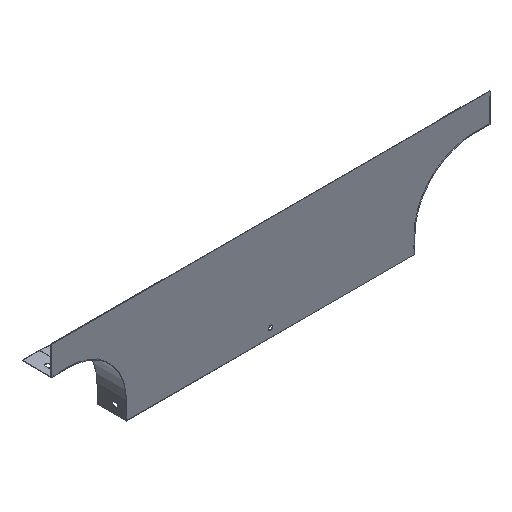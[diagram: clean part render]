
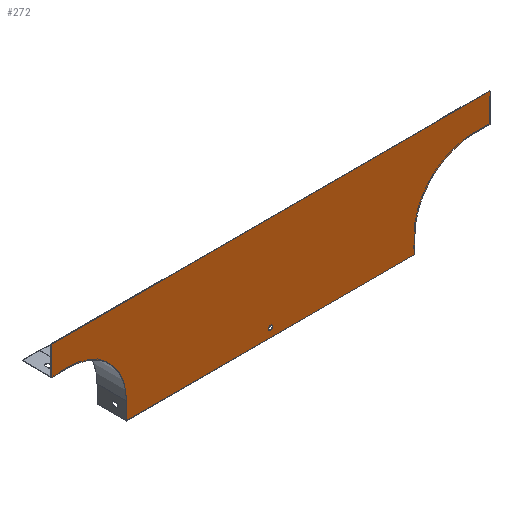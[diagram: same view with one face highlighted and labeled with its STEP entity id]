
A CAD part, isometric view. The second image highlights one B-rep face of the part: STEP entity #272.
In plain terms, the highlighted planar face has unit normal (0, -1, 0).
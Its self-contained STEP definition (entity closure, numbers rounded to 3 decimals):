
#105 = LINE ( 'NONE', #1003, #106 ) ;
#106 = VECTOR ( 'NONE', #961, 1000. ) ;
#125 = LINE ( 'NONE', #693, #127 ) ;
#127 = VECTOR ( 'NONE', #690, 1000. ) ;
#130 = CIRCLE ( 'NONE', #764, 100. ) ;
#133 = CIRCLE ( 'NONE', #762, 3.5 ) ;
#204 = CIRCLE ( 'NONE', #749, 100. ) ;
#211 = LINE ( 'NONE', #922, #214 ) ;
#213 = LINE ( 'NONE', #918, #216 ) ;
#214 = VECTOR ( 'NONE', #919, 1000. ) ;
#216 = VECTOR ( 'NONE', #916, 1000. ) ;
#243 = LINE ( 'NONE', #325, #245 ) ;
#245 = VECTOR ( 'NONE', #326, 1000. ) ;
#272 = ADVANCED_FACE ( 'NONE', ( #573, #576 ), #1260, .T. ) ;
#325 = CARTESIAN_POINT ( 'NONE',  ( -380., 0., 0. ) ) ;
#326 = DIRECTION ( 'NONE',  ( 0., 0., 1. ) ) ;
#359 = CARTESIAN_POINT ( 'NONE',  ( 0., 0., -168.5 ) ) ;
#364 = CARTESIAN_POINT ( 'NONE',  ( -380., 0., -50. ) ) ;
#370 = CARTESIAN_POINT ( 'NONE',  ( -380., 0., 0. ) ) ;
#381 = CARTESIAN_POINT ( 'NONE',  ( -350., 0., -50. ) ) ;
#389 = CARTESIAN_POINT ( 'NONE',  ( -250., 0., -180. ) ) ;
#395 = CARTESIAN_POINT ( 'NONE',  ( 380., 0., -50. ) ) ;
#404 = CARTESIAN_POINT ( 'NONE',  ( 250., 0., -150. ) ) ;
#406 = CARTESIAN_POINT ( 'NONE',  ( 380., 0., 0. ) ) ;
#410 = CARTESIAN_POINT ( 'NONE',  ( 350., 0., -50. ) ) ;
#420 = CARTESIAN_POINT ( 'NONE',  ( 250., 0., -180. ) ) ;
#425 = CARTESIAN_POINT ( 'NONE',  ( -250., 0., -150. ) ) ;
#429 = DIRECTION ( 'NONE',  ( -1., 0., 0. ) ) ;
#434 = CARTESIAN_POINT ( 'NONE',  ( 380., 0., -50. ) ) ;
#438 = DIRECTION ( 'NONE',  ( 0., 0., -1. ) ) ;
#442 = DIRECTION ( 'NONE',  ( 1., 0., 0. ) ) ;
#444 = CARTESIAN_POINT ( 'NONE',  ( -380., 0., 0. ) ) ;
#455 = CARTESIAN_POINT ( 'NONE',  ( 380., 0., 0. ) ) ;
#466 = ORIENTED_EDGE ( 'NONE', *, *, #793, .F. ) ;
#469 = ORIENTED_EDGE ( 'NONE', *, *, #808, .F. ) ;
#508 = ORIENTED_EDGE ( 'NONE', *, *, #882, .F. ) ;
#509 = ORIENTED_EDGE ( 'NONE', *, *, #884, .F. ) ;
#520 = EDGE_LOOP ( 'NONE', ( #1205 ) ) ;
#529 = EDGE_LOOP ( 'NONE', ( #1220, #1204, #1221, #469, #466, #1206, #1222, #1202, #509, #508 ) ) ;
#573 = FACE_BOUND ( 'NONE', #520, .T. ) ;
#576 = FACE_OUTER_BOUND ( 'NONE', #529, .T. ) ;
#663 = DIRECTION ( 'NONE',  ( 0., 0., -1. ) ) ;
#665 = DIRECTION ( 'NONE',  ( 0., -1., 0. ) ) ;
#667 = CARTESIAN_POINT ( 'NONE',  ( -350., 0., -150. ) ) ;
#690 = DIRECTION ( 'NONE',  ( 0., 0., 1. ) ) ;
#692 = DIRECTION ( 'NONE',  ( 0., 0., -1. ) ) ;
#693 = CARTESIAN_POINT ( 'NONE',  ( -250., 0., -180. ) ) ;
#696 = DIRECTION ( 'NONE',  ( 0., 1., 0. ) ) ;
#698 = CARTESIAN_POINT ( 'NONE',  ( 0., 0., -165. ) ) ;
#749 = AXIS2_PLACEMENT_3D ( 'NONE', #925, #924, #923 ) ;
#762 = AXIS2_PLACEMENT_3D ( 'NONE', #698, #696, #692 ) ;
#764 = AXIS2_PLACEMENT_3D ( 'NONE', #667, #665, #663 ) ;
#785 = AXIS2_PLACEMENT_3D ( 'NONE', #1244, #1262, #1242 ) ;
#793 = EDGE_CURVE ( 'NONE', #1091, #1105, #105, .T. ) ;
#808 = EDGE_CURVE ( 'NONE', #1105, #894, #125, .T. ) ;
#811 = EDGE_CURVE ( 'NONE', #894, #1112, #130, .T. ) ;
#813 = EDGE_CURVE ( 'NONE', #1036, #1036, #133, .T. ) ;
#858 = EDGE_CURVE ( 'NONE', #1082, #1089, #204, .T. ) ;
#860 = EDGE_CURVE ( 'NONE', #1089, #1091, #211, .T. ) ;
#861 = EDGE_CURVE ( 'NONE', #1112, #1129, #213, .T. ) ;
#878 = EDGE_CURVE ( 'NONE', #1129, #1123, #243, .T. ) ;
#882 = EDGE_CURVE ( 'NONE', #1123, #1087, #1014, .T. ) ;
#884 = EDGE_CURVE ( 'NONE', #1087, #1099, #1019, .T. ) ;
#892 = EDGE_CURVE ( 'NONE', #1099, #1082, #1031, .T. ) ;
#894 = VERTEX_POINT ( 'NONE', #425 ) ;
#916 = DIRECTION ( 'NONE',  ( -1., 0., 0. ) ) ;
#918 = CARTESIAN_POINT ( 'NONE',  ( -380., 0., -50. ) ) ;
#919 = DIRECTION ( 'NONE',  ( 0., 0., -1. ) ) ;
#922 = CARTESIAN_POINT ( 'NONE',  ( 250., 0., -180. ) ) ;
#923 = DIRECTION ( 'NONE',  ( 0., 0., 1. ) ) ;
#924 = DIRECTION ( 'NONE',  ( 0., -1., 0. ) ) ;
#925 = CARTESIAN_POINT ( 'NONE',  ( 350., 0., -150. ) ) ;
#961 = DIRECTION ( 'NONE',  ( -1., 0., 0. ) ) ;
#1003 = CARTESIAN_POINT ( 'NONE',  ( 250., 0., -180. ) ) ;
#1014 = LINE ( 'NONE', #444, #1015 ) ;
#1015 = VECTOR ( 'NONE', #442, 1000. ) ;
#1019 = LINE ( 'NONE', #455, #1020 ) ;
#1020 = VECTOR ( 'NONE', #438, 1000. ) ;
#1031 = LINE ( 'NONE', #434, #1033 ) ;
#1033 = VECTOR ( 'NONE', #429, 1000. ) ;
#1036 = VERTEX_POINT ( 'NONE', #359 ) ;
#1082 = VERTEX_POINT ( 'NONE', #410 ) ;
#1087 = VERTEX_POINT ( 'NONE', #406 ) ;
#1089 = VERTEX_POINT ( 'NONE', #404 ) ;
#1091 = VERTEX_POINT ( 'NONE', #420 ) ;
#1099 = VERTEX_POINT ( 'NONE', #395 ) ;
#1105 = VERTEX_POINT ( 'NONE', #389 ) ;
#1112 = VERTEX_POINT ( 'NONE', #381 ) ;
#1123 = VERTEX_POINT ( 'NONE', #370 ) ;
#1129 = VERTEX_POINT ( 'NONE', #364 ) ;
#1202 = ORIENTED_EDGE ( 'NONE', *, *, #892, .F. ) ;
#1204 = ORIENTED_EDGE ( 'NONE', *, *, #861, .F. ) ;
#1205 = ORIENTED_EDGE ( 'NONE', *, *, #813, .T. ) ;
#1206 = ORIENTED_EDGE ( 'NONE', *, *, #860, .F. ) ;
#1220 = ORIENTED_EDGE ( 'NONE', *, *, #878, .F. ) ;
#1221 = ORIENTED_EDGE ( 'NONE', *, *, #811, .F. ) ;
#1222 = ORIENTED_EDGE ( 'NONE', *, *, #858, .F. ) ;
#1242 = DIRECTION ( 'NONE',  ( 0., 0., -1. ) ) ;
#1244 = CARTESIAN_POINT ( 'NONE',  ( -350., 0., -150. ) ) ;
#1260 = PLANE ( 'NONE',  #785 ) ;
#1262 = DIRECTION ( 'NONE',  ( 0., -1., 0. ) ) ;
